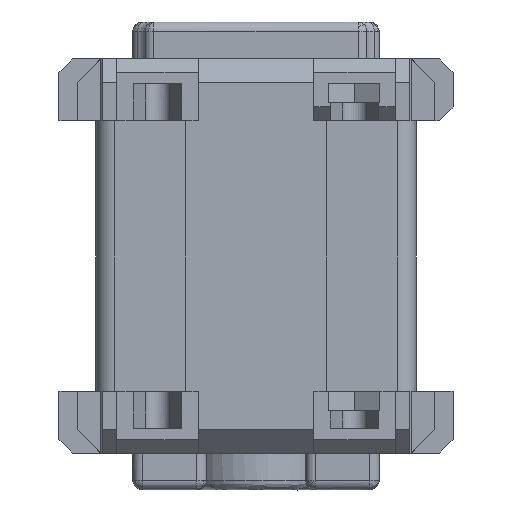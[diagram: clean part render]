
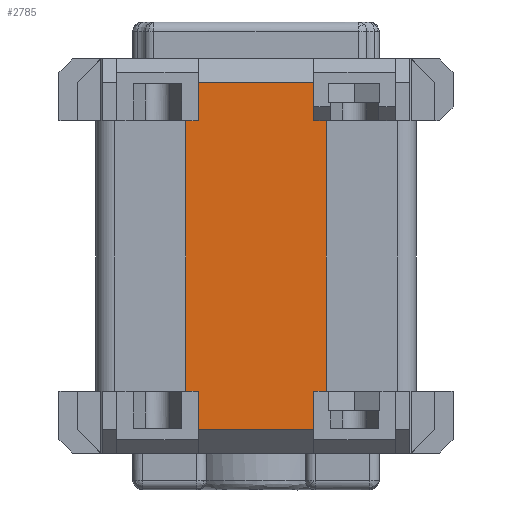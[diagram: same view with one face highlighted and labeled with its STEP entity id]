
A CAD part, front view. The second image highlights one B-rep face of the part: STEP entity #2785.
In plain terms, the highlighted planar face has unit normal (0, -1, 0).
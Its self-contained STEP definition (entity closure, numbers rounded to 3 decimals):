
#169 = ORIENTED_EDGE ( 'NONE', *, *, #17229, .F. ) ;
#207 = CARTESIAN_POINT ( 'NONE',  ( -4.7, -37., 16. ) ) ;
#263 = CARTESIAN_POINT ( 'NONE',  ( 5.709, -37., -11.025 ) ) ;
#333 = VERTEX_POINT ( 'NONE', #1375 ) ;
#800 = CARTESIAN_POINT ( 'NONE',  ( -5.709, -37., 16. ) ) ;
#995 = EDGE_CURVE ( 'NONE', #14986, #11784, #2438, .T. ) ;
#1203 = DIRECTION ( 'NONE',  ( 1., 0., 0. ) ) ;
#1243 = DIRECTION ( 'NONE',  ( 0., 0., 1. ) ) ;
#1375 = CARTESIAN_POINT ( 'NONE',  ( -4.7, -37., -14.1 ) ) ;
#1581 = VERTEX_POINT ( 'NONE', #19462 ) ;
#1792 = VERTEX_POINT ( 'NONE', #3690 ) ;
#2061 = DIRECTION ( 'NONE',  ( -1., 0., 0. ) ) ;
#2205 = LINE ( 'NONE', #207, #4665 ) ;
#2324 = VERTEX_POINT ( 'NONE', #9254 ) ;
#2438 = LINE ( 'NONE', #21418, #14472 ) ;
#2601 = CARTESIAN_POINT ( 'NONE',  ( 0., -37., 16. ) ) ;
#2785 = ADVANCED_FACE ( 'NONE', ( #12988 ), #11110, .F. ) ;
#2908 = VECTOR ( 'NONE', #9088, 1000. ) ;
#3091 = VERTEX_POINT ( 'NONE', #14721 ) ;
#3154 = CARTESIAN_POINT ( 'NONE',  ( 5.709, -37., -11. ) ) ;
#3378 = LINE ( 'NONE', #20351, #10767 ) ;
#3381 = VECTOR ( 'NONE', #16335, 1000. ) ;
#3690 = CARTESIAN_POINT ( 'NONE',  ( -4.7, -37., 14.1 ) ) ;
#3944 = LINE ( 'NONE', #800, #2908 ) ;
#4114 = CARTESIAN_POINT ( 'NONE',  ( -4.7, -37., 11. ) ) ;
#4650 = ORIENTED_EDGE ( 'NONE', *, *, #16888, .F. ) ;
#4665 = VECTOR ( 'NONE', #8825, 1000. ) ;
#4872 = CARTESIAN_POINT ( 'NONE',  ( 0., -37., 11. ) ) ;
#6068 = LINE ( 'NONE', #13087, #3381 ) ;
#6967 = DIRECTION ( 'NONE',  ( 0., 0., 1. ) ) ;
#7022 = EDGE_LOOP ( 'NONE', ( #9867, #19417, #169, #15475, #9393, #4650, #16272, #9952, #20898, #19130, #19444, #19391 ) ) ;
#7112 = CARTESIAN_POINT ( 'NONE',  ( 0., -37., -11. ) ) ;
#7330 = CARTESIAN_POINT ( 'NONE',  ( 0., -37., -14.1 ) ) ;
#7448 = CARTESIAN_POINT ( 'NONE',  ( -5.709, -37., -11. ) ) ;
#8017 = VECTOR ( 'NONE', #11043, 1000. ) ;
#8566 = LINE ( 'NONE', #4872, #11055 ) ;
#8825 = DIRECTION ( 'NONE',  ( 0., 0., 1. ) ) ;
#8848 = EDGE_CURVE ( 'NONE', #18365, #12875, #12604, .T. ) ;
#9088 = DIRECTION ( 'NONE',  ( 0., 0., 1. ) ) ;
#9118 = DIRECTION ( 'NONE',  ( -1., 0., 0. ) ) ;
#9218 = EDGE_CURVE ( 'NONE', #11784, #2324, #6068, .T. ) ;
#9254 = CARTESIAN_POINT ( 'NONE',  ( 4.7, -37., -14.1 ) ) ;
#9283 = VECTOR ( 'NONE', #2061, 1000. ) ;
#9337 = DIRECTION ( 'NONE',  ( 0., 1., 0. ) ) ;
#9393 = ORIENTED_EDGE ( 'NONE', *, *, #17067, .F. ) ;
#9625 = CARTESIAN_POINT ( 'NONE',  ( 5.709, -37., 11. ) ) ;
#9867 = ORIENTED_EDGE ( 'NONE', *, *, #15924, .F. ) ;
#9952 = ORIENTED_EDGE ( 'NONE', *, *, #995, .F. ) ;
#10706 = VERTEX_POINT ( 'NONE', #9625 ) ;
#10767 = VECTOR ( 'NONE', #6967, 1000. ) ;
#10794 = CARTESIAN_POINT ( 'NONE',  ( 0., -37., 11. ) ) ;
#10887 = DIRECTION ( 'NONE',  ( 0., 0., -1. ) ) ;
#11043 = DIRECTION ( 'NONE',  ( 0., 0., -1. ) ) ;
#11055 = VECTOR ( 'NONE', #13575, 1000. ) ;
#11110 = PLANE ( 'NONE',  #19965 ) ;
#11162 = DIRECTION ( 'NONE',  ( -1., 0., 0. ) ) ;
#11468 = VECTOR ( 'NONE', #9118, 1000. ) ;
#11784 = VERTEX_POINT ( 'NONE', #16240 ) ;
#12568 = LINE ( 'NONE', #7330, #11468 ) ;
#12604 = LINE ( 'NONE', #17524, #8017 ) ;
#12875 = VERTEX_POINT ( 'NONE', #15618 ) ;
#12976 = VECTOR ( 'NONE', #10887, 1000. ) ;
#12988 = FACE_OUTER_BOUND ( 'NONE', #7022, .T. ) ;
#13017 = VERTEX_POINT ( 'NONE', #4114 ) ;
#13087 = CARTESIAN_POINT ( 'NONE',  ( 4.7, -37., 16. ) ) ;
#13293 = EDGE_CURVE ( 'NONE', #1581, #13017, #8566, .T. ) ;
#13448 = EDGE_CURVE ( 'NONE', #3091, #20413, #15698, .T. ) ;
#13504 = EDGE_CURVE ( 'NONE', #12875, #10706, #20939, .T. ) ;
#13575 = DIRECTION ( 'NONE',  ( 1., 0., 0. ) ) ;
#14472 = VECTOR ( 'NONE', #11162, 1000. ) ;
#14623 = CARTESIAN_POINT ( 'NONE',  ( 0., -37., 14.1 ) ) ;
#14721 = CARTESIAN_POINT ( 'NONE',  ( -4.7, -37., -11. ) ) ;
#14986 = VERTEX_POINT ( 'NONE', #3154 ) ;
#15475 = ORIENTED_EDGE ( 'NONE', *, *, #13448, .F. ) ;
#15588 = EDGE_CURVE ( 'NONE', #1792, #18365, #21655, .T. ) ;
#15618 = CARTESIAN_POINT ( 'NONE',  ( 4.7, -37., 11. ) ) ;
#15698 = LINE ( 'NONE', #7112, #9283 ) ;
#15816 = DIRECTION ( 'NONE',  ( 1., 0., 0. ) ) ;
#15924 = EDGE_CURVE ( 'NONE', #13017, #1792, #2205, .T. ) ;
#16240 = CARTESIAN_POINT ( 'NONE',  ( 4.7, -37., -11. ) ) ;
#16272 = ORIENTED_EDGE ( 'NONE', *, *, #9218, .F. ) ;
#16335 = DIRECTION ( 'NONE',  ( 0., 0., -1. ) ) ;
#16888 = EDGE_CURVE ( 'NONE', #2324, #333, #12568, .T. ) ;
#17067 = EDGE_CURVE ( 'NONE', #333, #3091, #3378, .T. ) ;
#17229 = EDGE_CURVE ( 'NONE', #20413, #1581, #3944, .T. ) ;
#17524 = CARTESIAN_POINT ( 'NONE',  ( 4.7, -37., 16. ) ) ;
#18365 = VERTEX_POINT ( 'NONE', #21022 ) ;
#19047 = LINE ( 'NONE', #263, #12976 ) ;
#19130 = ORIENTED_EDGE ( 'NONE', *, *, #13504, .F. ) ;
#19253 = VECTOR ( 'NONE', #15816, 1000. ) ;
#19391 = ORIENTED_EDGE ( 'NONE', *, *, #15588, .F. ) ;
#19417 = ORIENTED_EDGE ( 'NONE', *, *, #13293, .F. ) ;
#19444 = ORIENTED_EDGE ( 'NONE', *, *, #8848, .F. ) ;
#19462 = CARTESIAN_POINT ( 'NONE',  ( -5.709, -37., 11. ) ) ;
#19965 = AXIS2_PLACEMENT_3D ( 'NONE', #2601, #9337, #1243 ) ;
#19979 = VECTOR ( 'NONE', #1203, 1000. ) ;
#20351 = CARTESIAN_POINT ( 'NONE',  ( -4.7, -37., 16. ) ) ;
#20413 = VERTEX_POINT ( 'NONE', #7448 ) ;
#20821 = EDGE_CURVE ( 'NONE', #10706, #14986, #19047, .T. ) ;
#20898 = ORIENTED_EDGE ( 'NONE', *, *, #20821, .F. ) ;
#20939 = LINE ( 'NONE', #10794, #19253 ) ;
#21022 = CARTESIAN_POINT ( 'NONE',  ( 4.7, -37., 14.1 ) ) ;
#21418 = CARTESIAN_POINT ( 'NONE',  ( 0., -37., -11. ) ) ;
#21655 = LINE ( 'NONE', #14623, #19979 ) ;
